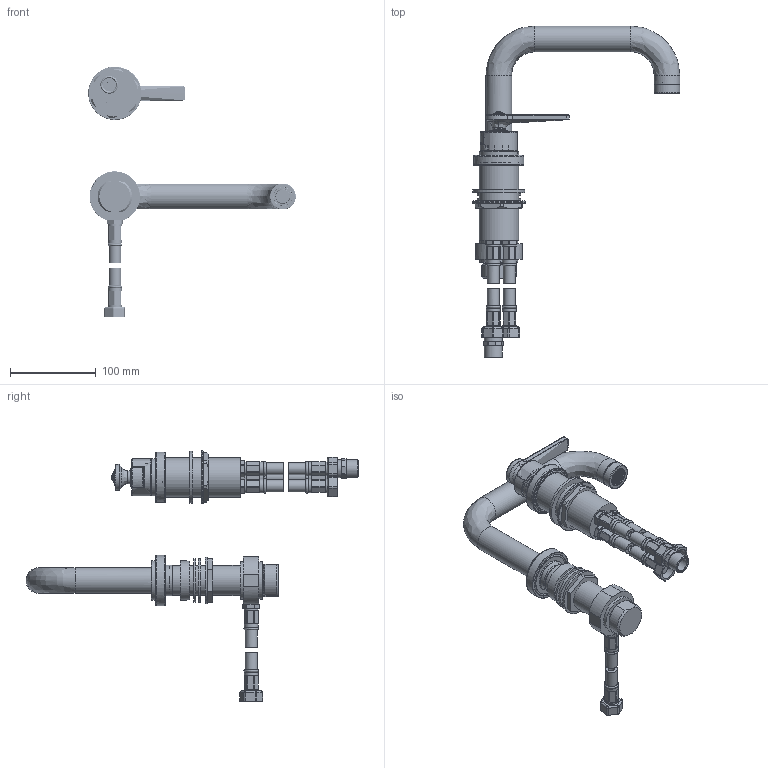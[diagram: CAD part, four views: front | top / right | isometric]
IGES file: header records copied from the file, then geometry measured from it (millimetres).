
Global section: file name: V7K38-LF; native system: Autodesk Inventor 2018; preprocessor: unknown; author: rclarke; date: 20171016.124457; units: millimetre
Bounding box: 241.5 x 386.2 x 291.47 mm (x, y, z)
Volume: 563056.1 mm3; surface area: 291774.3 mm2
Topology: 49 solids, 54 shells, 2807 faces, 7480 edges, 5089 vertices
Faces by surface type: bspline 2807
